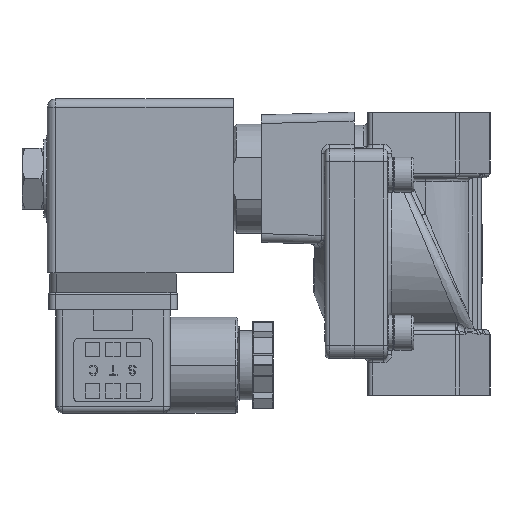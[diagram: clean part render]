
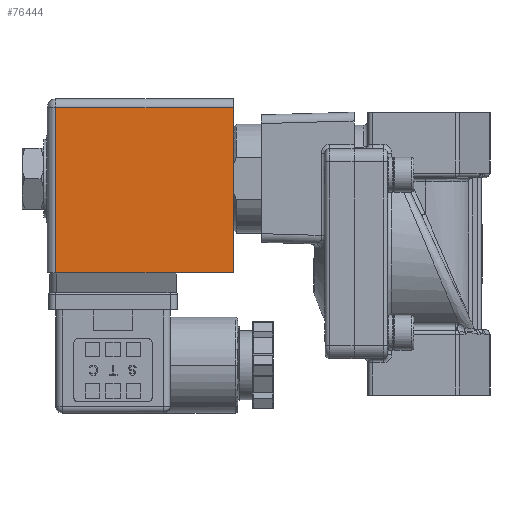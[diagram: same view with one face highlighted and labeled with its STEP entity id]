
A CAD part, left-side view. The second image highlights one B-rep face of the part: STEP entity #76444.
In plain terms, the highlighted planar face has unit normal (-1, 0, 0).
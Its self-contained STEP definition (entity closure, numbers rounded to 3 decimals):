
#4602 = DIRECTION ( 'NONE',  ( 0., 0., 1. ) ) ;
#5639 = VERTEX_POINT ( 'NONE', #44868 ) ;
#8712 = ORIENTED_EDGE ( 'NONE', *, *, #61904, .T. ) ;
#10593 = VERTEX_POINT ( 'NONE', #53460 ) ;
#18745 = DIRECTION ( 'NONE',  ( 0., 0., -1. ) ) ;
#21739 = VERTEX_POINT ( 'NONE', #49052 ) ;
#23059 = DIRECTION ( 'NONE',  ( 0., -1., 0. ) ) ;
#23163 = ORIENTED_EDGE ( 'NONE', *, *, #71347, .T. ) ;
#24869 = EDGE_LOOP ( 'NONE', ( #29618, #23163, #8712, #82719 ) ) ;
#25294 = DIRECTION ( 'NONE',  ( 0., 1., 0. ) ) ;
#27223 = FACE_OUTER_BOUND ( 'NONE', #24869, .T. ) ;
#28369 = CARTESIAN_POINT ( 'NONE',  ( -17.925, 59.2, -4.43 ) ) ;
#29618 = ORIENTED_EDGE ( 'NONE', *, *, #83873, .T. ) ;
#33449 = LINE ( 'NONE', #28369, #89218 ) ;
#34238 = LINE ( 'NONE', #75320, #86701 ) ;
#36835 = VECTOR ( 'NONE', #18745, 1000. ) ;
#40941 = VECTOR ( 'NONE', #25294, 1000. ) ;
#44868 = CARTESIAN_POINT ( 'NONE',  ( -17.925, 59.2, 33.57 ) ) ;
#49052 = CARTESIAN_POINT ( 'NONE',  ( -17.925, 99.9, -4.43 ) ) ;
#50389 = CARTESIAN_POINT ( 'NONE',  ( -17.925, 99.9, -4.43 ) ) ;
#53460 = CARTESIAN_POINT ( 'NONE',  ( -17.925, 59.2, -4.43 ) ) ;
#61904 = EDGE_CURVE ( 'NONE', #5639, #98720, #96744, .T. ) ;
#66526 = PLANE ( 'NONE',  #79457 ) ;
#67450 = DIRECTION ( 'NONE',  ( -1., 0., 0. ) ) ;
#71347 = EDGE_CURVE ( 'NONE', #10593, #5639, #33449, .T. ) ;
#75320 = CARTESIAN_POINT ( 'NONE',  ( -17.925, 59.2, -4.43 ) ) ;
#76444 = ADVANCED_FACE ( 'NONE', ( #27223 ), #66526, .T. ) ;
#79457 = AXIS2_PLACEMENT_3D ( 'NONE', #130233, #67450, #4602 ) ;
#82719 = ORIENTED_EDGE ( 'NONE', *, *, #125059, .T. ) ;
#83873 = EDGE_CURVE ( 'NONE', #21739, #10593, #34238, .T. ) ;
#86701 = VECTOR ( 'NONE', #23059, 1000. ) ;
#88081 = CARTESIAN_POINT ( 'NONE',  ( -17.925, 59.2, 33.57 ) ) ;
#89218 = VECTOR ( 'NONE', #91214, 1000. ) ;
#91214 = DIRECTION ( 'NONE',  ( 0., 0., 1. ) ) ;
#95865 = LINE ( 'NONE', #50389, #36835 ) ;
#96744 = LINE ( 'NONE', #88081, #40941 ) ;
#98720 = VERTEX_POINT ( 'NONE', #133312 ) ;
#125059 = EDGE_CURVE ( 'NONE', #98720, #21739, #95865, .T. ) ;
#130233 = CARTESIAN_POINT ( 'NONE',  ( -17.925, 59.2, -4.43 ) ) ;
#133312 = CARTESIAN_POINT ( 'NONE',  ( -17.925, 99.9, 33.57 ) ) ;
